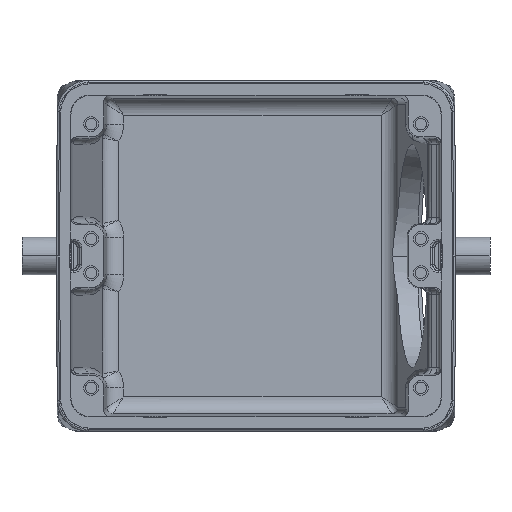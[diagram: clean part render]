
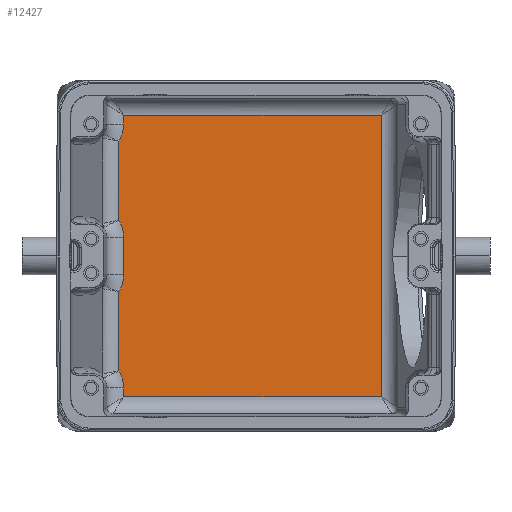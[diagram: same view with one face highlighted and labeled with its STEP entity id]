
A CAD part, front view. The second image highlights one B-rep face of the part: STEP entity #12427.
In plain terms, the highlighted planar face has unit normal (0, -1, 0).
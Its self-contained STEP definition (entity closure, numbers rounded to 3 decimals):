
#1358=CARTESIAN_POINT('',(29.448,40.,-33.104));
#1360=DIRECTION('',(0.,0.,1.));
#1361=VECTOR('',#1360,66.208);
#1362=CARTESIAN_POINT('',(29.448,40.,-33.104));
#1363=LINE('',#1362,#1361);
#2796=DIRECTION('',(0.,0.,-1.));
#2797=VECTOR('',#2796,8.8);
#2798=CARTESIAN_POINT('',(-31.104,40.,4.4));
#2799=LINE('',#2798,#2797);
#3225=CARTESIAN_POINT('',(-31.104,40.,-33.104));
#3227=DIRECTION('',(1.,0.,0.));
#3228=VECTOR('',#3227,60.552);
#3229=CARTESIAN_POINT('',(-31.104,40.,-33.104));
#3230=LINE('',#3229,#3228);
#3262=DIRECTION('',(0.,0.,-1.));
#3263=VECTOR('',#3262,2.104);
#3264=CARTESIAN_POINT('',(-31.104,40.,-31.));
#3265=LINE('',#3264,#3263);
#3333=DIRECTION('',(0.,0.,-1.));
#3334=VECTOR('',#3333,18.63);
#3335=CARTESIAN_POINT('',(-32.225,40.,-8.385));
#3336=LINE('',#3335,#3334);
#3337=CARTESIAN_POINT('',(-38.75,40.,-31.));
#3338=DIRECTION('',(0.,-1.,0.));
#3339=DIRECTION('',(1.,0.,0.));
#3340=AXIS2_PLACEMENT_3D('',#3337,#3338,#3339);
#3342=CARTESIAN_POINT('',(-38.75,40.,-4.4));
#3343=DIRECTION('',(0.,-1.,0.));
#3344=DIRECTION('',(0.853,0.,-0.521));
#3345=AXIS2_PLACEMENT_3D('',#3342,#3343,#3344);
#3347=CARTESIAN_POINT('',(-38.75,40.,4.4));
#3348=DIRECTION('',(0.,-1.,0.));
#3349=DIRECTION('',(1.,0.,0.));
#3350=AXIS2_PLACEMENT_3D('',#3347,#3348,#3349);
#3352=CARTESIAN_POINT('',(-38.75,40.,31.));
#3353=DIRECTION('',(0.,-1.,0.));
#3354=DIRECTION('',(0.853,0.,-0.521));
#3355=AXIS2_PLACEMENT_3D('',#3352,#3353,#3354);
#3372=DIRECTION('',(-1.,0.,0.));
#3373=VECTOR('',#3372,60.552);
#3374=CARTESIAN_POINT('',(29.448,40.,33.104));
#3375=LINE('',#3374,#3373);
#3422=DIRECTION('',(0.,0.,-1.));
#3423=VECTOR('',#3422,2.104);
#3424=CARTESIAN_POINT('',(-31.104,40.,33.104));
#3425=LINE('',#3424,#3423);
#3459=CARTESIAN_POINT('',(-32.225,40.,27.015));
#3573=CARTESIAN_POINT('',(-32.225,40.,8.385));
#3597=DIRECTION('',(0.,0.,-1.));
#3598=VECTOR('',#3597,18.63);
#3599=CARTESIAN_POINT('',(-32.225,40.,27.015));
#3600=LINE('',#3599,#3598);
#7225=VERTEX_POINT('',#1358);
#7226=CARTESIAN_POINT('',(29.448,40.,33.104));
#7227=VERTEX_POINT('',#7226);
#7233=VERTEX_POINT('',#3225);
#7385=VERTEX_POINT('',#3459);
#7386=CARTESIAN_POINT('',(-31.104,40.,31.));
#7387=VERTEX_POINT('',#7386);
#7388=VERTEX_POINT('',#3573);
#7390=CARTESIAN_POINT('',(-31.104,40.,4.4));
#7391=VERTEX_POINT('',#7390);
#7392=CARTESIAN_POINT('',(-31.104,40.,33.104));
#7393=VERTEX_POINT('',#7392);
#7394=CARTESIAN_POINT('',(-31.104,40.,-31.));
#7395=VERTEX_POINT('',#7394);
#7396=CARTESIAN_POINT('',(-32.225,40.,-27.015));
#7397=VERTEX_POINT('',#7396);
#7398=CARTESIAN_POINT('',(-32.225,40.,-8.385));
#7399=VERTEX_POINT('',#7398);
#7400=CARTESIAN_POINT('',(-31.104,40.,-4.4));
#7401=VERTEX_POINT('',#7400);
#12403=CARTESIAN_POINT('',(32.925,40.,-37.75));
#12404=DIRECTION('',(0.,1.,0.));
#12405=DIRECTION('',(-1.,0.,0.));
#12406=AXIS2_PLACEMENT_3D('',#12403,#12404,#12405);
#12407=PLANE('',#12406);
#12409=ORIENTED_EDGE('',*,*,#12408,.F.);
#12410=ORIENTED_EDGE('',*,*,#9670,.F.);
#12411=ORIENTED_EDGE('',*,*,#12161,.F.);
#12412=ORIENTED_EDGE('',*,*,#12284,.F.);
#12413=ORIENTED_EDGE('',*,*,#12300,.T.);
#12414=ORIENTED_EDGE('',*,*,#12398,.F.);
#12415=ORIENTED_EDGE('',*,*,#11468,.T.);
#12416=ORIENTED_EDGE('',*,*,#11451,.F.);
#12418=ORIENTED_EDGE('',*,*,#12417,.T.);
#12420=ORIENTED_EDGE('',*,*,#12419,.F.);
#12422=ORIENTED_EDGE('',*,*,#12421,.T.);
#12424=ORIENTED_EDGE('',*,*,#12423,.F.);
#12425=EDGE_LOOP('',(#12409,#12410,#12411,#12412,#12413,#12414,#12415,#12416,
#12418,#12420,#12422,#12424));
#12426=FACE_OUTER_BOUND('',#12425,.F.);
#12427=ADVANCED_FACE('',(#12426),#12407,.F.);
#3341=CIRCLE('',#3340,7.646);
#3346=CIRCLE('',#3345,7.646);
#3351=CIRCLE('',#3350,7.646);
#3356=CIRCLE('',#3355,7.646);
#9670=EDGE_CURVE('',#7225,#7227,#1363,.T.);
#11451=EDGE_CURVE('',#7391,#7401,#2799,.T.);
#11468=EDGE_CURVE('',#7399,#7401,#3346,.T.);
#12161=EDGE_CURVE('',#7233,#7225,#3230,.T.);
#12284=EDGE_CURVE('',#7395,#7233,#3265,.T.);
#12300=EDGE_CURVE('',#7395,#7397,#3341,.T.);
#12398=EDGE_CURVE('',#7399,#7397,#3336,.T.);
#12408=EDGE_CURVE('',#7227,#7393,#3375,.T.);
#12417=EDGE_CURVE('',#7391,#7388,#3351,.T.);
#12419=EDGE_CURVE('',#7385,#7388,#3600,.T.);
#12421=EDGE_CURVE('',#7385,#7387,#3356,.T.);
#12423=EDGE_CURVE('',#7393,#7387,#3425,.T.);
